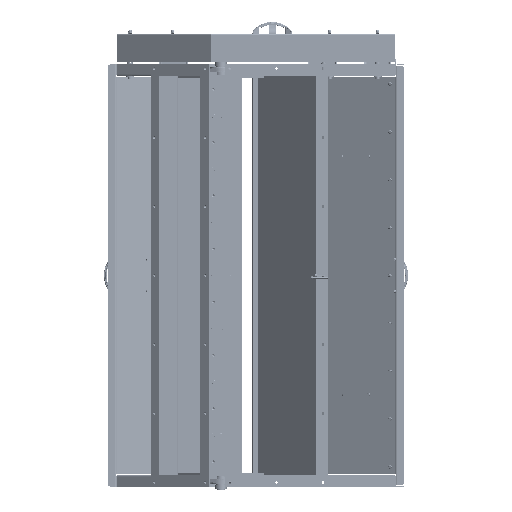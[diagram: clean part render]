
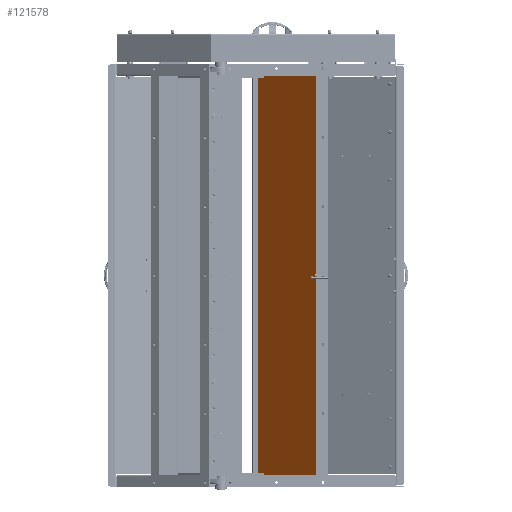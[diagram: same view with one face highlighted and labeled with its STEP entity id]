
A CAD part, front view. The second image highlights one B-rep face of the part: STEP entity #121578.
In plain terms, the highlighted planar face has unit normal (-0.766, -0.643, 0).
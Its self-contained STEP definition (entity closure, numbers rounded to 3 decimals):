
#4840=LINE('',#177649,#13671);
#4859=LINE('',#177717,#13690);
#4880=LINE('',#177760,#13711);
#4920=LINE('',#177887,#13751);
#6828=LINE('',#196336,#15659);
#6842=LINE('',#196367,#15673);
#10964=LINE('',#216129,#19795);
#10966=LINE('',#216133,#19797);
#10967=LINE('',#216135,#19798);
#10968=LINE('',#216136,#19799);
#13671=VECTOR('',#141090,10.);
#13690=VECTOR('',#141145,10.);
#13711=VECTOR('',#141192,10.);
#13751=VECTOR('',#141284,10.);
#15659=VECTOR('',#151444,10.);
#15673=VECTOR('',#151470,10.);
#19795=VECTOR('',#165748,10.);
#19797=VECTOR('',#165752,10.);
#19798=VECTOR('',#165753,10.);
#19799=VECTOR('',#165754,10.);
#31626=FACE_OUTER_BOUND('',#39952,.T.);
#39952=EDGE_LOOP('',(#105468,#105469,#105470,#105471,#105472,#105473,#105474,
#105475,#105476,#105477));
#49385=VERTEX_POINT('',#177647);
#49386=VERTEX_POINT('',#177648);
#49417=VERTEX_POINT('',#177716);
#49426=VERTEX_POINT('',#177759);
#49487=VERTEX_POINT('',#177885);
#52522=VERTEX_POINT('',#196335);
#52533=VERTEX_POINT('',#196365);
#56789=VERTEX_POINT('',#216128);
#56790=VERTEX_POINT('',#216132);
#56791=VERTEX_POINT('',#216134);
#61150=EDGE_CURVE('',#49385,#49386,#4840,.T.);
#61182=EDGE_CURVE('',#49386,#49417,#4859,.T.);
#61208=EDGE_CURVE('',#49385,#49426,#4880,.T.);
#61273=EDGE_CURVE('',#49487,#49417,#4920,.T.);
#66322=EDGE_CURVE('',#52522,#49426,#6828,.T.);
#66338=EDGE_CURVE('',#52533,#49487,#6842,.T.);
#73408=EDGE_CURVE('',#52522,#56789,#10964,.T.);
#73410=EDGE_CURVE('',#56790,#52533,#10966,.T.);
#73411=EDGE_CURVE('',#56790,#56791,#10967,.T.);
#73412=EDGE_CURVE('',#56791,#56789,#10968,.T.);
#105468=ORIENTED_EDGE('',*,*,#61182,.T.);
#105469=ORIENTED_EDGE('',*,*,#61273,.F.);
#105470=ORIENTED_EDGE('',*,*,#66338,.F.);
#105471=ORIENTED_EDGE('',*,*,#73410,.F.);
#105472=ORIENTED_EDGE('',*,*,#73411,.T.);
#105473=ORIENTED_EDGE('',*,*,#73412,.T.);
#105474=ORIENTED_EDGE('',*,*,#73408,.F.);
#105475=ORIENTED_EDGE('',*,*,#66322,.T.);
#105476=ORIENTED_EDGE('',*,*,#61208,.F.);
#105477=ORIENTED_EDGE('',*,*,#61150,.T.);
#114866=PLANE('',#133987);
#121578=ADVANCED_FACE('',(#31626),#114866,.F.);
#133987=AXIS2_PLACEMENT_3D('',#216131,#165750,#165751);
#141090=DIRECTION('',(0.,0.,-1.));
#141145=DIRECTION('',(-0.325,0.387,0.863));
#141192=DIRECTION('',(0.643,-0.766,0.));
#141284=DIRECTION('',(0.643,-0.766,0.));
#151444=DIRECTION('',(0.,0.,1.));
#151470=DIRECTION('',(0.,0.,1.));
#165748=DIRECTION('',(-0.643,0.766,0.));
#165750=DIRECTION('center_axis',(0.766,0.643,0.));
#165751=DIRECTION('ref_axis',(0.,0.,-1.));
#165752=DIRECTION('',(-0.643,0.766,0.));
#165753=DIRECTION('',(0.325,-0.387,0.863));
#165754=DIRECTION('',(0.,0.,-1.));
#177647=CARTESIAN_POINT('',(-197.651,296.94,750.));
#177648=CARTESIAN_POINT('',(-197.651,296.94,747.405));
#177649=CARTESIAN_POINT('',(-197.651,296.94,371.));
#177716=CARTESIAN_POINT('',(-198.628,298.105,750.));
#177717=CARTESIAN_POINT('',(-120.447,204.932,542.49));
#177759=CARTESIAN_POINT('',(-2.468,64.33,750.));
#177760=CARTESIAN_POINT('',(39.348,14.495,750.));
#177885=CARTESIAN_POINT('',(-222.215,326.214,750.));
#177887=CARTESIAN_POINT('',(39.348,14.495,750.));
#196335=CARTESIAN_POINT('',(-2.468,64.33,-750.));
#196336=CARTESIAN_POINT('',(-2.468,64.33,0.));
#196365=CARTESIAN_POINT('',(-222.215,326.214,-750.));
#196367=CARTESIAN_POINT('',(-222.215,326.214,0.));
#216128=CARTESIAN_POINT('',(-197.651,296.94,-750.));
#216129=CARTESIAN_POINT('',(-889.989,1122.036,-750.));
#216131=CARTESIAN_POINT('Origin',(-435.619,580.539,0.));
#216132=CARTESIAN_POINT('',(-198.628,298.105,-750.));
#216133=CARTESIAN_POINT('',(-889.989,1122.036,-750.));
#216134=CARTESIAN_POINT('',(-197.651,296.94,-747.405));
#216135=CARTESIAN_POINT('',(-118.951,203.149,-538.52));
#216136=CARTESIAN_POINT('',(-197.651,296.94,-375.));
